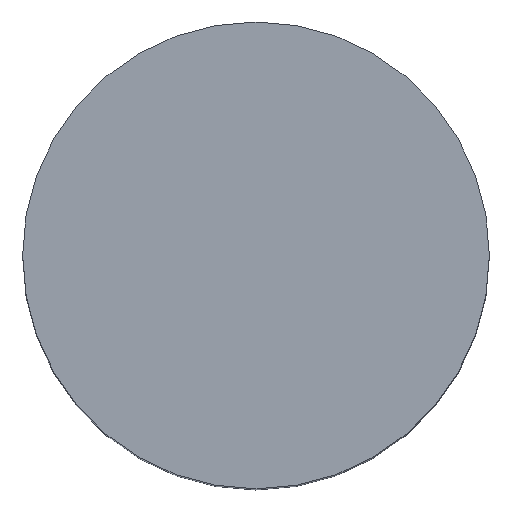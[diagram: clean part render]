
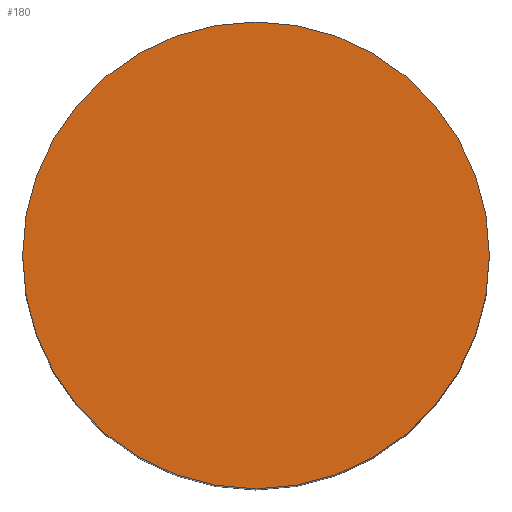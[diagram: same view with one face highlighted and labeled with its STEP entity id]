
A CAD part, top view. The second image highlights one B-rep face of the part: STEP entity #180.
In plain terms, the highlighted planar face has unit normal (0, 0, 1).
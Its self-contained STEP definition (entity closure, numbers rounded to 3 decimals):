
#9 = CIRCLE ( 'NONE', #147, 7. ) ;
#10 = AXIS2_PLACEMENT_3D ( 'NONE', #11, #162, #75 ) ;
#11 = CARTESIAN_POINT ( 'NONE',  ( 0., 0., 86. ) ) ;
#12 = CARTESIAN_POINT ( 'NONE',  ( 7., 0., 86. ) ) ;
#33 = PLANE ( 'NONE',  #10 ) ;
#37 = EDGE_LOOP ( 'NONE', ( #155, #165 ) ) ;
#75 = DIRECTION ( 'NONE',  ( 1., 0., 0. ) ) ;
#82 = CARTESIAN_POINT ( 'NONE',  ( -7., 0., 86. ) ) ;
#91 = AXIS2_PLACEMENT_3D ( 'NONE', #167, #188, #247 ) ;
#97 = DIRECTION ( 'NONE',  ( 1., 0., 0. ) ) ;
#105 = VERTEX_POINT ( 'NONE', #82 ) ;
#147 = AXIS2_PLACEMENT_3D ( 'NONE', #186, #245, #97 ) ;
#155 = ORIENTED_EDGE ( 'NONE', *, *, #251, .T. ) ;
#160 = FACE_OUTER_BOUND ( 'NONE', #37, .T. ) ;
#162 = DIRECTION ( 'NONE',  ( 0., 0., 1. ) ) ;
#165 = ORIENTED_EDGE ( 'NONE', *, *, #187, .T. ) ;
#167 = CARTESIAN_POINT ( 'NONE',  ( 0., 0., 86. ) ) ;
#180 = ADVANCED_FACE ( 'NONE', ( #160 ), #33, .T. ) ;
#186 = CARTESIAN_POINT ( 'NONE',  ( 0., 0., 86. ) ) ;
#187 = EDGE_CURVE ( 'NONE', #212, #105, #220, .T. ) ;
#188 = DIRECTION ( 'NONE',  ( 0., 0., 1. ) ) ;
#212 = VERTEX_POINT ( 'NONE', #12 ) ;
#220 = CIRCLE ( 'NONE', #91, 7. ) ;
#245 = DIRECTION ( 'NONE',  ( 0., 0., 1. ) ) ;
#247 = DIRECTION ( 'NONE',  ( 1., 0., 0. ) ) ;
#251 = EDGE_CURVE ( 'NONE', #105, #212, #9, .T. ) ;
